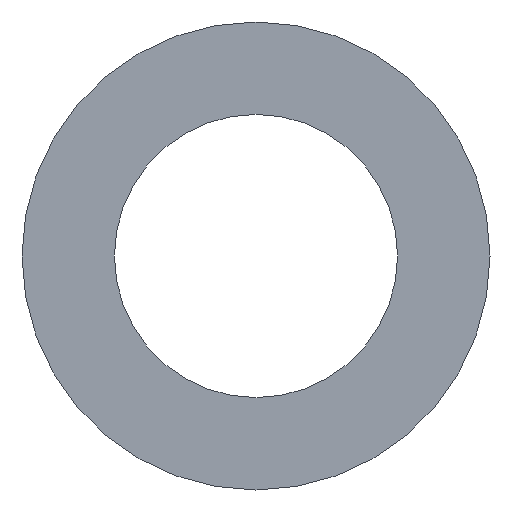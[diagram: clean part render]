
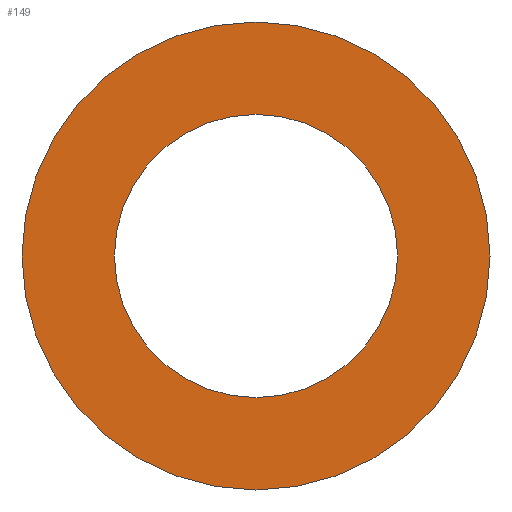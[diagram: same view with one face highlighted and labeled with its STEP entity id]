
A CAD part, left-side view. The second image highlights one B-rep face of the part: STEP entity #149.
In plain terms, the highlighted planar face has unit normal (-1, 0, 0).
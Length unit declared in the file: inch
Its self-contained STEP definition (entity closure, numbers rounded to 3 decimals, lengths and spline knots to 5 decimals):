
#4 = CARTESIAN_POINT ( 'NONE',  ( 0., 0., -0.264 ) ) ;
#7 = DIRECTION ( 'NONE',  ( -1., 0., 0. ) ) ;
#8 = EDGE_LOOP ( 'NONE', ( #116, #14 ) ) ;
#14 = ORIENTED_EDGE ( 'NONE', *, *, #38, .F. ) ;
#15 = AXIS2_PLACEMENT_3D ( 'NONE', #221, #7, #159 ) ;
#17 = ORIENTED_EDGE ( 'NONE', *, *, #56, .T. ) ;
#23 = DIRECTION ( 'NONE',  ( 0., 0., -1. ) ) ;
#26 = CARTESIAN_POINT ( 'NONE',  ( 0., 0.15975, 0. ) ) ;
#36 = CIRCLE ( 'NONE', #163, 0.15975 ) ;
#38 = EDGE_CURVE ( 'NONE', #112, #184, #80, .T. ) ;
#41 = DIRECTION ( 'NONE',  ( 0., 0., 1. ) ) ;
#42 = CARTESIAN_POINT ( 'NONE',  ( 0., 0., 0.264 ) ) ;
#56 = EDGE_CURVE ( 'NONE', #71, #72, #173, .T. ) ;
#58 = DIRECTION ( 'NONE',  ( 0., 0., 1. ) ) ;
#62 = CARTESIAN_POINT ( 'NONE',  ( 0., 0., 0. ) ) ;
#64 = DIRECTION ( 'NONE',  ( 1., 0., 0. ) ) ;
#70 = AXIS2_PLACEMENT_3D ( 'NONE', #62, #198, #83 ) ;
#71 = VERTEX_POINT ( 'NONE', #42 ) ;
#72 = VERTEX_POINT ( 'NONE', #4 ) ;
#80 = CIRCLE ( 'NONE', #15, 0.15975 ) ;
#83 = DIRECTION ( 'NONE',  ( 0., 0., 1. ) ) ;
#85 = CARTESIAN_POINT ( 'NONE',  ( 0., 0., 0.15975 ) ) ;
#91 = EDGE_CURVE ( 'NONE', #184, #112, #36, .T. ) ;
#112 = VERTEX_POINT ( 'NONE', #217 ) ;
#116 = ORIENTED_EDGE ( 'NONE', *, *, #91, .F. ) ;
#149 = ADVANCED_FACE ( 'NONE', ( #242, #168 ), #156, .F. ) ;
#156 = PLANE ( 'NONE',  #171 ) ;
#159 = DIRECTION ( 'NONE',  ( 0., 0., 1. ) ) ;
#163 = AXIS2_PLACEMENT_3D ( 'NONE', #238, #175, #58 ) ;
#168 = FACE_OUTER_BOUND ( 'NONE', #205, .T. ) ;
#171 = AXIS2_PLACEMENT_3D ( 'NONE', #26, #64, #23 ) ;
#173 = CIRCLE ( 'NONE', #243, 0.264 ) ;
#175 = DIRECTION ( 'NONE',  ( -1., 0., 0. ) ) ;
#176 = ORIENTED_EDGE ( 'NONE', *, *, #209, .T. ) ;
#179 = DIRECTION ( 'NONE',  ( -1., 0., 0. ) ) ;
#184 = VERTEX_POINT ( 'NONE', #85 ) ;
#198 = DIRECTION ( 'NONE',  ( -1., 0., 0. ) ) ;
#205 = EDGE_LOOP ( 'NONE', ( #17, #176 ) ) ;
#209 = EDGE_CURVE ( 'NONE', #72, #71, #249, .T. ) ;
#214 = CARTESIAN_POINT ( 'NONE',  ( 0., 0., 0. ) ) ;
#217 = CARTESIAN_POINT ( 'NONE',  ( 0., 0., -0.15975 ) ) ;
#221 = CARTESIAN_POINT ( 'NONE',  ( 0., 0., 0. ) ) ;
#238 = CARTESIAN_POINT ( 'NONE',  ( 0., 0., 0. ) ) ;
#242 = FACE_BOUND ( 'NONE', #8, .T. ) ;
#243 = AXIS2_PLACEMENT_3D ( 'NONE', #214, #179, #41 ) ;
#249 = CIRCLE ( 'NONE', #70, 0.264 ) ;
